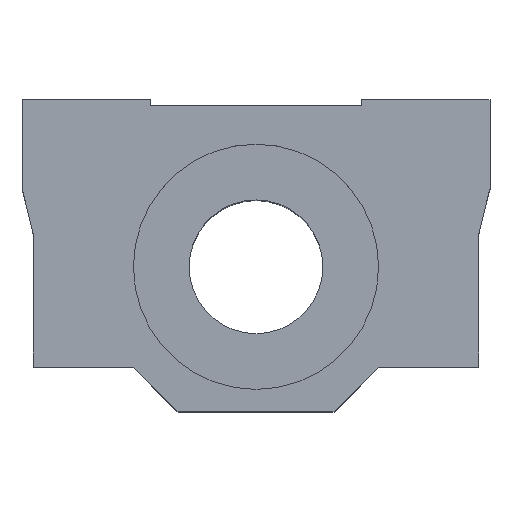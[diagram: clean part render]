
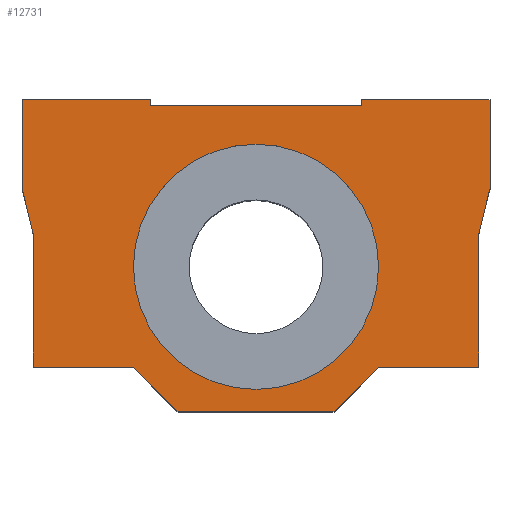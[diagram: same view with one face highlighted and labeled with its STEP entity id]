
A CAD part, top view. The second image highlights one B-rep face of the part: STEP entity #12731.
In plain terms, the highlighted planar face has unit normal (0, 0, 1).
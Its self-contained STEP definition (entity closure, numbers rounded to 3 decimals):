
#61 = DIRECTION ( 'NONE',  ( 0., -1., 0. ) ) ;
#325 = CARTESIAN_POINT ( 'NONE',  ( -20., -23.5, 18. ) ) ;
#340 = DIRECTION ( 'NONE',  ( 1., 0., 0. ) ) ;
#381 = CARTESIAN_POINT ( 'NONE',  ( 0., -14.5, 18. ) ) ;
#433 = LINE ( 'NONE', #7795, #11602 ) ;
#445 = EDGE_CURVE ( 'NONE', #5900, #4143, #7940, .T. ) ;
#933 = DIRECTION ( 'NONE',  ( 0., 1., 0. ) ) ;
#1110 = VERTEX_POINT ( 'NONE', #9161 ) ;
#1188 = DIRECTION ( 'NONE',  ( 0., 0., 1. ) ) ;
#1254 = CARTESIAN_POINT ( 'NONE',  ( -9.5, 0., 18. ) ) ;
#1280 = AXIS2_PLACEMENT_3D ( 'NONE', #8307, #1188, #5957 ) ;
#1511 = CARTESIAN_POINT ( 'NONE',  ( -20., -11.5, 18. ) ) ;
#1526 = DIRECTION ( 'NONE',  ( 0., 0., 1. ) ) ;
#1542 = CARTESIAN_POINT ( 'NONE',  ( -21., 0.5, 18. ) ) ;
#1642 = DIRECTION ( 'NONE',  ( 0., 0., 1. ) ) ;
#1710 = CARTESIAN_POINT ( 'NONE',  ( 20., -11.5, 18. ) ) ;
#1733 = DIRECTION ( 'NONE',  ( 1., 0., 0. ) ) ;
#2281 = VECTOR ( 'NONE', #13455, 1000. ) ;
#2319 = CARTESIAN_POINT ( 'NONE',  ( 21., -7.5, 18. ) ) ;
#2323 = DIRECTION ( 'NONE',  ( 0.243, 0.97, 0. ) ) ;
#2566 = VERTEX_POINT ( 'NONE', #4789 ) ;
#2629 = FACE_OUTER_BOUND ( 'NONE', #11215, .T. ) ;
#2635 = LINE ( 'NONE', #2778, #15176 ) ;
#2655 = EDGE_LOOP ( 'NONE', ( #9538, #10257 ) ) ;
#2699 = PLANE ( 'NONE',  #13116 ) ;
#2778 = CARTESIAN_POINT ( 'NONE',  ( -9.5, 0.5, 18. ) ) ;
#2864 = CARTESIAN_POINT ( 'NONE',  ( -21., -7.5, 18. ) ) ;
#3056 = LINE ( 'NONE', #8938, #13369 ) ;
#3067 = EDGE_CURVE ( 'NONE', #5981, #5829, #13776, .T. ) ;
#3089 = VECTOR ( 'NONE', #3569, 1000. ) ;
#3117 = CARTESIAN_POINT ( 'NONE',  ( 11., -23.5, 18. ) ) ;
#3210 = EDGE_CURVE ( 'NONE', #12377, #7059, #15243, .T. ) ;
#3218 = ORIENTED_EDGE ( 'NONE', *, *, #12074, .T. ) ;
#3288 = ORIENTED_EDGE ( 'NONE', *, *, #8082, .T. ) ;
#3377 = LINE ( 'NONE', #7994, #5263 ) ;
#3392 = ORIENTED_EDGE ( 'NONE', *, *, #6255, .T. ) ;
#3513 = ORIENTED_EDGE ( 'NONE', *, *, #13141, .T. ) ;
#3569 = DIRECTION ( 'NONE',  ( 0., 1., 0. ) ) ;
#3656 = LINE ( 'NONE', #3117, #7091 ) ;
#3792 = EDGE_CURVE ( 'NONE', #11604, #12282, #13704, .T. ) ;
#3908 = CARTESIAN_POINT ( 'NONE',  ( 11., -14.5, 18. ) ) ;
#3986 = CARTESIAN_POINT ( 'NONE',  ( -7., -27.5, 18. ) ) ;
#4014 = EDGE_CURVE ( 'NONE', #7059, #15245, #14702, .T. ) ;
#4100 = DIRECTION ( 'NONE',  ( -1., 0., 0. ) ) ;
#4143 = VERTEX_POINT ( 'NONE', #5516 ) ;
#4271 = ORIENTED_EDGE ( 'NONE', *, *, #8513, .T. ) ;
#4579 = VERTEX_POINT ( 'NONE', #325 ) ;
#4603 = ORIENTED_EDGE ( 'NONE', *, *, #7648, .T. ) ;
#4772 = DIRECTION ( 'NONE',  ( -1., 0., 0. ) ) ;
#4788 = EDGE_CURVE ( 'NONE', #13003, #11604, #3377, .T. ) ;
#4789 = CARTESIAN_POINT ( 'NONE',  ( 20., -23.5, 18. ) ) ;
#5005 = DIRECTION ( 'NONE',  ( 1., 0., 0. ) ) ;
#5115 = CARTESIAN_POINT ( 'NONE',  ( -20., -11.5, 18. ) ) ;
#5120 = DIRECTION ( 'NONE',  ( -1., 0., 0. ) ) ;
#5126 = VECTOR ( 'NONE', #14370, 1000. ) ;
#5168 = ORIENTED_EDGE ( 'NONE', *, *, #3210, .T. ) ;
#5242 = DIRECTION ( 'NONE',  ( 0., -1., 0. ) ) ;
#5263 = VECTOR ( 'NONE', #10950, 1000. ) ;
#5271 = CARTESIAN_POINT ( 'NONE',  ( -9.5, 0.5, 18. ) ) ;
#5432 = EDGE_CURVE ( 'NONE', #6295, #14205, #14777, .T. ) ;
#5514 = ORIENTED_EDGE ( 'NONE', *, *, #14910, .T. ) ;
#5516 = CARTESIAN_POINT ( 'NONE',  ( -9.5, 0., 18. ) ) ;
#5530 = CARTESIAN_POINT ( 'NONE',  ( -11., -14.5, 18. ) ) ;
#5576 = VERTEX_POINT ( 'NONE', #1710 ) ;
#5782 = CARTESIAN_POINT ( 'NONE',  ( 7., -27.5, 18. ) ) ;
#5829 = VERTEX_POINT ( 'NONE', #14624 ) ;
#5900 = VERTEX_POINT ( 'NONE', #7952 ) ;
#5910 = CIRCLE ( 'NONE', #14662, 11. ) ;
#5957 = DIRECTION ( 'NONE',  ( 1., 0., 0. ) ) ;
#5981 = VERTEX_POINT ( 'NONE', #2319 ) ;
#6255 = EDGE_CURVE ( 'NONE', #5829, #1110, #8538, .T. ) ;
#6295 = VERTEX_POINT ( 'NONE', #3908 ) ;
#6957 = LINE ( 'NONE', #7121, #12834 ) ;
#7059 = VERTEX_POINT ( 'NONE', #15217 ) ;
#7091 = VECTOR ( 'NONE', #10712, 1000. ) ;
#7121 = CARTESIAN_POINT ( 'NONE',  ( 9.5, 0., 18. ) ) ;
#7158 = LINE ( 'NONE', #13621, #5126 ) ;
#7362 = VECTOR ( 'NONE', #4100, 1000. ) ;
#7397 = VECTOR ( 'NONE', #933, 1000. ) ;
#7472 = CARTESIAN_POINT ( 'NONE',  ( 0., 0., 18. ) ) ;
#7563 = DIRECTION ( 'NONE',  ( 1., 0., 0. ) ) ;
#7648 = EDGE_CURVE ( 'NONE', #15245, #4579, #12237, .T. ) ;
#7769 = VECTOR ( 'NONE', #8689, 1000. ) ;
#7795 = CARTESIAN_POINT ( 'NONE',  ( -20., -23.5, 18. ) ) ;
#7850 = EDGE_CURVE ( 'NONE', #14205, #6295, #5910, .T. ) ;
#7940 = LINE ( 'NONE', #10372, #7362 ) ;
#7952 = CARTESIAN_POINT ( 'NONE',  ( 9.5, 0., 18. ) ) ;
#7994 = CARTESIAN_POINT ( 'NONE',  ( -11., -23.5, 18. ) ) ;
#8082 = EDGE_CURVE ( 'NONE', #4143, #10124, #15271, .T. ) ;
#8115 = CARTESIAN_POINT ( 'NONE',  ( 21., -7.5, 18. ) ) ;
#8307 = CARTESIAN_POINT ( 'NONE',  ( 0., -14.5, 18. ) ) ;
#8318 = ORIENTED_EDGE ( 'NONE', *, *, #3067, .T. ) ;
#8513 = EDGE_CURVE ( 'NONE', #10124, #12377, #2635, .T. ) ;
#8527 = ORIENTED_EDGE ( 'NONE', *, *, #12569, .T. ) ;
#8531 = VECTOR ( 'NONE', #9291, 1000. ) ;
#8538 = LINE ( 'NONE', #15441, #9757 ) ;
#8654 = FACE_BOUND ( 'NONE', #2655, .T. ) ;
#8689 = DIRECTION ( 'NONE',  ( 1., 0., 0. ) ) ;
#8938 = CARTESIAN_POINT ( 'NONE',  ( 20., -23.5, 18. ) ) ;
#9161 = CARTESIAN_POINT ( 'NONE',  ( 9.5, 0.5, 18. ) ) ;
#9206 = EDGE_CURVE ( 'NONE', #1110, #5900, #6957, .T. ) ;
#9291 = DIRECTION ( 'NONE',  ( 0., -1., 0. ) ) ;
#9436 = ORIENTED_EDGE ( 'NONE', *, *, #13565, .T. ) ;
#9538 = ORIENTED_EDGE ( 'NONE', *, *, #5432, .F. ) ;
#9594 = ORIENTED_EDGE ( 'NONE', *, *, #9206, .T. ) ;
#9757 = VECTOR ( 'NONE', #4772, 1000. ) ;
#10124 = VERTEX_POINT ( 'NONE', #5271 ) ;
#10257 = ORIENTED_EDGE ( 'NONE', *, *, #7850, .F. ) ;
#10372 = CARTESIAN_POINT ( 'NONE',  ( 9.5, 0., 18. ) ) ;
#10546 = CARTESIAN_POINT ( 'NONE',  ( -21., 0.5, 18. ) ) ;
#10712 = DIRECTION ( 'NONE',  ( 0.707, 0.707, 0. ) ) ;
#10839 = ORIENTED_EDGE ( 'NONE', *, *, #445, .T. ) ;
#10950 = DIRECTION ( 'NONE',  ( 0.707, -0.707, 0. ) ) ;
#11215 = EDGE_LOOP ( 'NONE', ( #4271, #5168, #12099, #4603, #5514, #12630, #13095, #9436, #3513, #3218, #8527, #8318, #3392, #9594, #10839, #3288 ) ) ;
#11602 = VECTOR ( 'NONE', #7563, 1000. ) ;
#11604 = VERTEX_POINT ( 'NONE', #14718 ) ;
#12074 = EDGE_CURVE ( 'NONE', #2566, #5576, #7158, .T. ) ;
#12099 = ORIENTED_EDGE ( 'NONE', *, *, #4014, .T. ) ;
#12237 = LINE ( 'NONE', #1511, #13414 ) ;
#12282 = VERTEX_POINT ( 'NONE', #5782 ) ;
#12377 = VERTEX_POINT ( 'NONE', #1542 ) ;
#12569 = EDGE_CURVE ( 'NONE', #5576, #5981, #13064, .T. ) ;
#12630 = ORIENTED_EDGE ( 'NONE', *, *, #4788, .T. ) ;
#12731 = ADVANCED_FACE ( 'NONE', ( #8654, #2629 ), #2699, .T. ) ;
#12834 = VECTOR ( 'NONE', #61, 1000. ) ;
#13003 = VERTEX_POINT ( 'NONE', #14141 ) ;
#13064 = LINE ( 'NONE', #8115, #13409 ) ;
#13067 = CARTESIAN_POINT ( 'NONE',  ( 11., -23.5, 18. ) ) ;
#13095 = ORIENTED_EDGE ( 'NONE', *, *, #3792, .T. ) ;
#13116 = AXIS2_PLACEMENT_3D ( 'NONE', #7472, #1526, #340 ) ;
#13141 = EDGE_CURVE ( 'NONE', #15010, #2566, #3056, .T. ) ;
#13369 = VECTOR ( 'NONE', #1733, 1000. ) ;
#13409 = VECTOR ( 'NONE', #2323, 1000. ) ;
#13414 = VECTOR ( 'NONE', #5242, 1000. ) ;
#13455 = DIRECTION ( 'NONE',  ( 0.243, -0.97, 0. ) ) ;
#13565 = EDGE_CURVE ( 'NONE', #12282, #15010, #3656, .T. ) ;
#13621 = CARTESIAN_POINT ( 'NONE',  ( 20., -11.5, 18. ) ) ;
#13704 = LINE ( 'NONE', #3986, #7769 ) ;
#13776 = LINE ( 'NONE', #15478, #3089 ) ;
#14141 = CARTESIAN_POINT ( 'NONE',  ( -11., -23.5, 18. ) ) ;
#14205 = VERTEX_POINT ( 'NONE', #5530 ) ;
#14370 = DIRECTION ( 'NONE',  ( 0., 1., 0. ) ) ;
#14624 = CARTESIAN_POINT ( 'NONE',  ( 21., 0.5, 18. ) ) ;
#14662 = AXIS2_PLACEMENT_3D ( 'NONE', #381, #1642, #5005 ) ;
#14702 = LINE ( 'NONE', #2864, #2281 ) ;
#14718 = CARTESIAN_POINT ( 'NONE',  ( -7., -27.5, 18. ) ) ;
#14777 = CIRCLE ( 'NONE', #1280, 11. ) ;
#14910 = EDGE_CURVE ( 'NONE', #4579, #13003, #433, .T. ) ;
#15010 = VERTEX_POINT ( 'NONE', #13067 ) ;
#15176 = VECTOR ( 'NONE', #5120, 1000. ) ;
#15217 = CARTESIAN_POINT ( 'NONE',  ( -21., -7.5, 18. ) ) ;
#15243 = LINE ( 'NONE', #10546, #8531 ) ;
#15245 = VERTEX_POINT ( 'NONE', #5115 ) ;
#15271 = LINE ( 'NONE', #1254, #7397 ) ;
#15441 = CARTESIAN_POINT ( 'NONE',  ( 9.5, 0.5, 18. ) ) ;
#15478 = CARTESIAN_POINT ( 'NONE',  ( 21., 0.5, 18. ) ) ;
